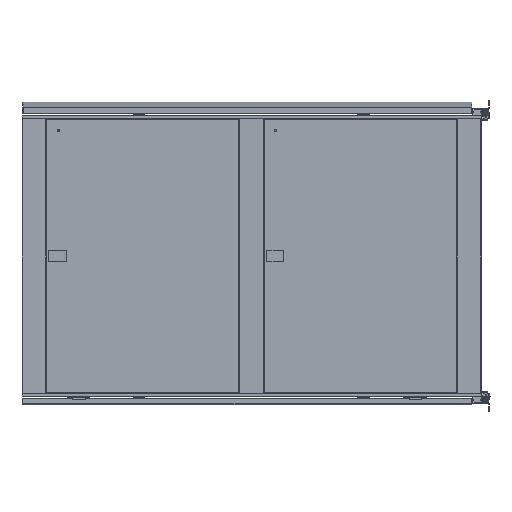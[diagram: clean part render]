
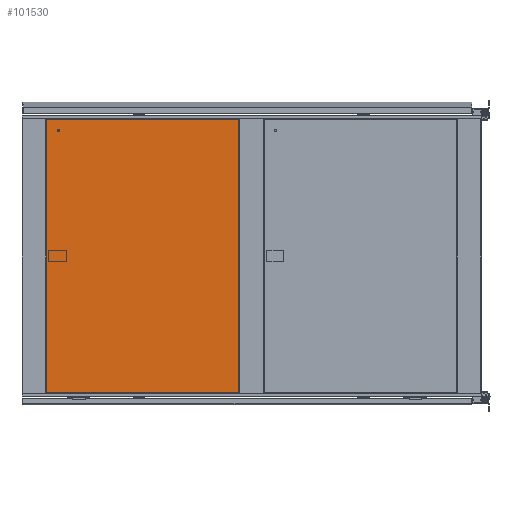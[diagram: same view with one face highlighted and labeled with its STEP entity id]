
A CAD part, left-side view. The second image highlights one B-rep face of the part: STEP entity #101530.
In plain terms, the highlighted face is planar.
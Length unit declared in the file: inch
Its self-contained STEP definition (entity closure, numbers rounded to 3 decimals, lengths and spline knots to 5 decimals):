
#10875 = VERTEX_POINT ( 'NONE', #120489 ) ;
#12659 = DIRECTION ( 'NONE',  ( 0., -1., 0. ) ) ;
#21486 = EDGE_CURVE ( 'NONE', #154598, #117059, #38874, .T. ) ;
#23185 = DIRECTION ( 'NONE',  ( -1., 0., 0. ) ) ;
#24403 = VECTOR ( 'NONE', #12659, 39.37008 ) ;
#30033 = EDGE_CURVE ( 'NONE', #10875, #159752, #170701, .T. ) ;
#30035 = CARTESIAN_POINT ( 'NONE',  ( 22.94291, -16.12008, 0.04724 ) ) ;
#31059 = LINE ( 'NONE', #73527, #56845 ) ;
#38248 = VECTOR ( 'NONE', #23185, 39.37008 ) ;
#38874 = LINE ( 'NONE', #152725, #38248 ) ;
#43047 = DIRECTION ( 'NONE',  ( 0., 1., 0. ) ) ;
#49425 = FACE_OUTER_BOUND ( 'NONE', #154392, .T. ) ;
#56845 = VECTOR ( 'NONE', #43047, 39.37008 ) ;
#61129 = CARTESIAN_POINT ( 'NONE',  ( 22.89173, -16.12008, 0.04724 ) ) ;
#65088 = PLANE ( 'NONE',  #178344 ) ;
#73527 = CARTESIAN_POINT ( 'NONE',  ( 22.89173, -16.17126, 0.04724 ) ) ;
#76231 = DIRECTION ( 'NONE',  ( 0., 0., 1. ) ) ;
#77262 = CARTESIAN_POINT ( 'NONE',  ( -22.89173, 16.12008, 0.04724 ) ) ;
#91934 = CARTESIAN_POINT ( 'NONE',  ( 22.94291, -16.17126, 0.04724 ) ) ;
#101530 = ADVANCED_FACE ( 'NONE', ( #49425 ), #65088, .T. ) ;
#106789 = DIRECTION ( 'NONE',  ( 1., 0., 0. ) ) ;
#116030 = ORIENTED_EDGE ( 'NONE', *, *, #172252, .T. ) ;
#117059 = VERTEX_POINT ( 'NONE', #77262 ) ;
#120489 = CARTESIAN_POINT ( 'NONE',  ( -22.89173, -16.12008, 0.04724 ) ) ;
#124661 = LINE ( 'NONE', #154214, #24403 ) ;
#130143 = VECTOR ( 'NONE', #144776, 39.37008 ) ;
#144776 = DIRECTION ( 'NONE',  ( 1., 0., 0. ) ) ;
#150736 = ORIENTED_EDGE ( 'NONE', *, *, #30033, .T. ) ;
#152725 = CARTESIAN_POINT ( 'NONE',  ( 22.94291, 16.12008, 0.04724 ) ) ;
#154214 = CARTESIAN_POINT ( 'NONE',  ( -22.89173, -16.17126, 0.04724 ) ) ;
#154392 = EDGE_LOOP ( 'NONE', ( #150736, #172617, #174945, #116030 ) ) ;
#154598 = VERTEX_POINT ( 'NONE', #165186 ) ;
#159752 = VERTEX_POINT ( 'NONE', #61129 ) ;
#165186 = CARTESIAN_POINT ( 'NONE',  ( 22.89173, 16.12008, 0.04724 ) ) ;
#170701 = LINE ( 'NONE', #30035, #130143 ) ;
#172252 = EDGE_CURVE ( 'NONE', #117059, #10875, #124661, .T. ) ;
#172346 = EDGE_CURVE ( 'NONE', #159752, #154598, #31059, .T. ) ;
#172617 = ORIENTED_EDGE ( 'NONE', *, *, #172346, .T. ) ;
#174945 = ORIENTED_EDGE ( 'NONE', *, *, #21486, .T. ) ;
#178344 = AXIS2_PLACEMENT_3D ( 'NONE', #91934, #76231, #106789 ) ;
